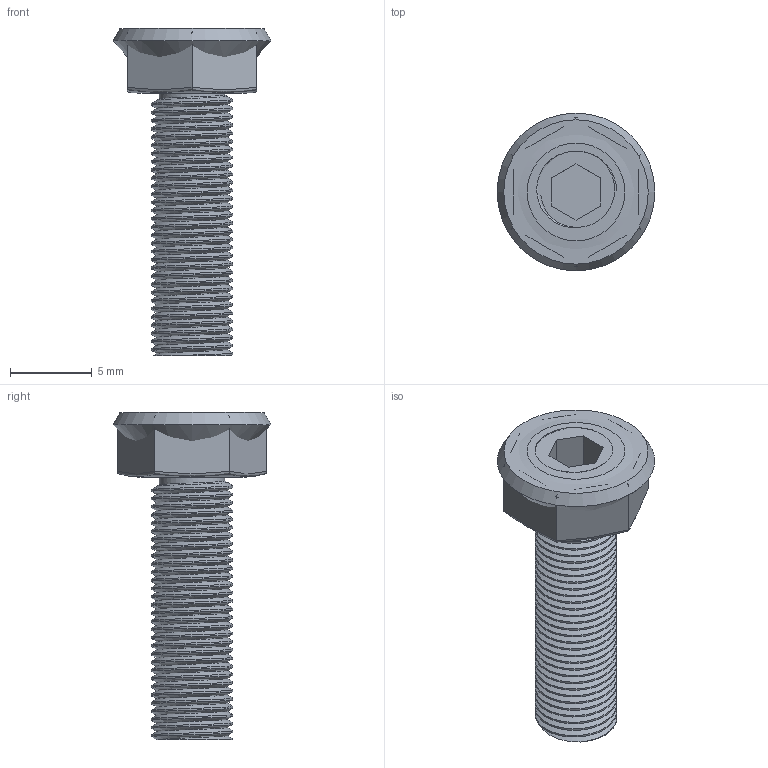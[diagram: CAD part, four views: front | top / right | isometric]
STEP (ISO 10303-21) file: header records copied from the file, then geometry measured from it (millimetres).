
FILE_DESCRIPTION(/* description */ ('Unknown'),/* implementation_level */ '2;1');
FILE_NAME(/* name */ 'M5 Nut - Black',/* time_stamp */ '2021-08-14T23:51:28-04:00',/* author */ ('Unknown'),/* organization */ ('Unknown'),/* preprocessor_version */ 'ST-DEVELOPER v16.7',/* originating_system */ 'Solid Edge',/* authorisation */ 'Unknown');
FILE_SCHEMA (('CONFIG_CONTROL_DESIGN'));
Length unit declared in the file: millimetre
Products named in the file (1): M5 Nut - Black
Bounding box: 9.65 x 9.65 x 20.05 mm (x, y, z)
Volume: 578.3 mm3; surface area: 924.4 mm2
Topology: 2 solids, 42 shells, 388 faces, 894 edges, 591 vertices
Faces by surface type: plane 283, bspline 95, cylinder 4, cone 4, torus 2
Full cylindrical faces by diameter (mm): 4.02 x1
Entity records: 24961 total; most frequent: CARTESIAN_POINT 16272, ORIENTED_EDGE 1758, DIRECTION 891, EDGE_CURVE 879, VERTEX_POINT 589, B_SPLINE_CURVE_WITH_KNOTS 578, EDGE_LOOP 428, FACE_BOUND 428
